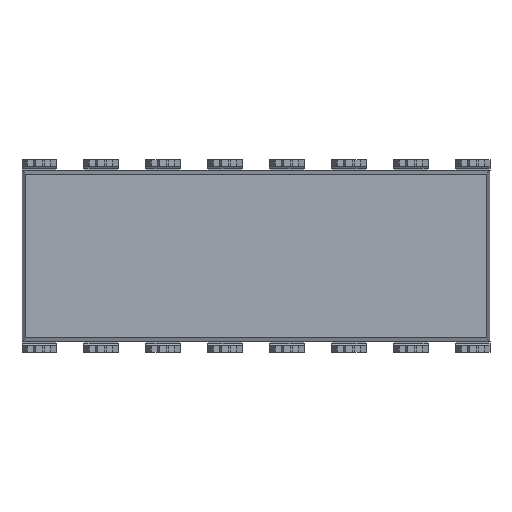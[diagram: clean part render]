
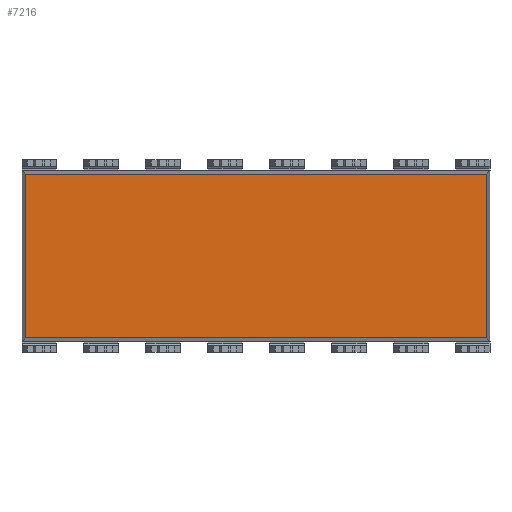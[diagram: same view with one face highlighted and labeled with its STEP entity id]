
A CAD part, front view. The second image highlights one B-rep face of the part: STEP entity #7216.
In plain terms, the highlighted planar face has unit normal (0, -1, 0).
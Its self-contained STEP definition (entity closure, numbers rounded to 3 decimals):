
#40 = CARTESIAN_POINT ( 'NONE',  ( -3.356, 0.38, -9.451 ) ) ;
#136 = VECTOR ( 'NONE', #7876, 1000. ) ;
#691 = DIRECTION ( 'NONE',  ( 0., 0., 1. ) ) ;
#1445 = CARTESIAN_POINT ( 'NONE',  ( -3.356, 0.38, 9.588 ) ) ;
#1554 = ORIENTED_EDGE ( 'NONE', *, *, #3939, .T. ) ;
#1852 = PLANE ( 'NONE',  #7724 ) ;
#2082 = ORIENTED_EDGE ( 'NONE', *, *, #10555, .T. ) ;
#2121 = VECTOR ( 'NONE', #10647, 1000. ) ;
#2222 = CARTESIAN_POINT ( 'NONE',  ( -3.492, 0.38, -9.451 ) ) ;
#2260 = VERTEX_POINT ( 'NONE', #40 ) ;
#2670 = ORIENTED_EDGE ( 'NONE', *, *, #7302, .T. ) ;
#2719 = FACE_OUTER_BOUND ( 'NONE', #4115, .T. ) ;
#3066 = VECTOR ( 'NONE', #9626, 1000. ) ;
#3265 = CARTESIAN_POINT ( 'NONE',  ( 3.356, 0.38, 9.451 ) ) ;
#3270 = DIRECTION ( 'NONE',  ( 1., 0., 0. ) ) ;
#3310 = VERTEX_POINT ( 'NONE', #3265 ) ;
#3739 = LINE ( 'NONE', #2222, #3066 ) ;
#3939 = EDGE_CURVE ( 'NONE', #5160, #2260, #8846, .T. ) ;
#3991 = VERTEX_POINT ( 'NONE', #6568 ) ;
#4072 = VECTOR ( 'NONE', #691, 1000. ) ;
#4115 = EDGE_LOOP ( 'NONE', ( #2082, #10447, #1554, #2670 ) ) ;
#4588 = LINE ( 'NONE', #7937, #136 ) ;
#5160 = VERTEX_POINT ( 'NONE', #6375 ) ;
#5558 = LINE ( 'NONE', #10603, #4072 ) ;
#6375 = CARTESIAN_POINT ( 'NONE',  ( -3.356, 0.38, 9.451 ) ) ;
#6568 = CARTESIAN_POINT ( 'NONE',  ( 3.356, 0.38, -9.451 ) ) ;
#7216 = ADVANCED_FACE ( 'NONE', ( #2719 ), #1852, .T. ) ;
#7302 = EDGE_CURVE ( 'NONE', #2260, #3991, #3739, .T. ) ;
#7368 = CARTESIAN_POINT ( 'NONE',  ( 0., 0.38, 0. ) ) ;
#7724 = AXIS2_PLACEMENT_3D ( 'NONE', #7368, #10687, #3270 ) ;
#7780 = EDGE_CURVE ( 'NONE', #3310, #5160, #4588, .T. ) ;
#7876 = DIRECTION ( 'NONE',  ( -1., 0., 0. ) ) ;
#7937 = CARTESIAN_POINT ( 'NONE',  ( 3.493, 0.38, 9.451 ) ) ;
#8846 = LINE ( 'NONE', #1445, #2121 ) ;
#9626 = DIRECTION ( 'NONE',  ( 1., 0., 0. ) ) ;
#10447 = ORIENTED_EDGE ( 'NONE', *, *, #7780, .T. ) ;
#10555 = EDGE_CURVE ( 'NONE', #3991, #3310, #5558, .T. ) ;
#10603 = CARTESIAN_POINT ( 'NONE',  ( 3.356, 0.38, -9.587 ) ) ;
#10647 = DIRECTION ( 'NONE',  ( 0., 0., -1. ) ) ;
#10687 = DIRECTION ( 'NONE',  ( 0., -1., 0. ) ) ;
